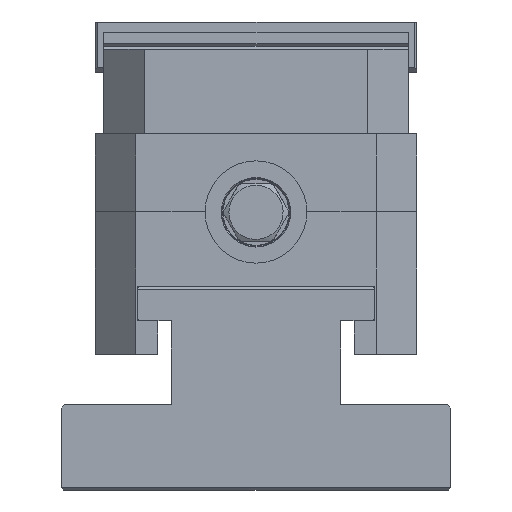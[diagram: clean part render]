
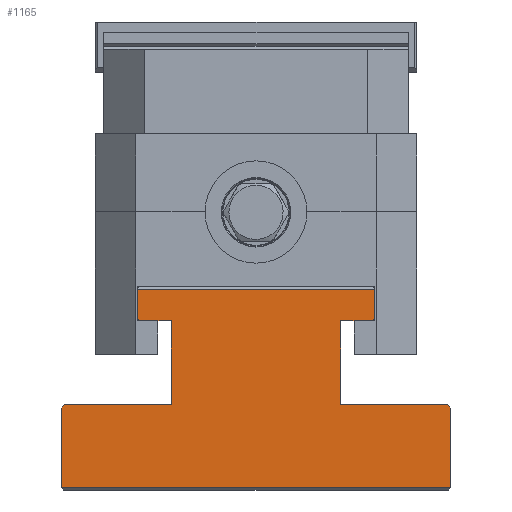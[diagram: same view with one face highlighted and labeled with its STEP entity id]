
A CAD part, left-side view. The second image highlights one B-rep face of the part: STEP entity #1165.
In plain terms, the highlighted planar face has unit normal (-1, 0, 0).
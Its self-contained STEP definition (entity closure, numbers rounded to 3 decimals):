
#774=FACE_OUTER_BOUND('',#4866,.T.);
#1165=ADVANCED_FACE('',(#774),#1889,.T.);
#1889=PLANE('',#12096);
#2261=LINE('',#16753,#3189);
#2267=LINE('',#16767,#3195);
#2273=LINE('',#16780,#3201);
#2289=LINE('',#16819,#3217);
#2290=LINE('',#16822,#3218);
#2291=LINE('',#16823,#3219);
#2292=LINE('',#16824,#3220);
#2293=LINE('',#16826,#3221);
#2294=LINE('',#16828,#3222);
#2295=LINE('',#16830,#3223);
#2296=LINE('',#16832,#3224);
#2297=LINE('',#16833,#3225);
#2298=LINE('',#16835,#3226);
#2299=LINE('',#16837,#3227);
#2300=LINE('',#16839,#3228);
#2301=LINE('',#16841,#3229);
#3189=VECTOR('',#13343,1.);
#3195=VECTOR('',#13351,1.);
#3201=VECTOR('',#13361,1.);
#3217=VECTOR('',#13387,1.);
#3218=VECTOR('',#13388,1.);
#3219=VECTOR('',#13389,1.);
#3220=VECTOR('',#13390,1.);
#3221=VECTOR('',#13391,1.);
#3222=VECTOR('',#13392,1.);
#3223=VECTOR('',#13393,1.);
#3224=VECTOR('',#13394,1.);
#3225=VECTOR('',#13395,1.);
#3226=VECTOR('',#13396,1.);
#3227=VECTOR('',#13397,1.);
#3228=VECTOR('',#13398,1.);
#3229=VECTOR('',#13399,1.);
#4866=EDGE_LOOP('',(#5998,#5999,#6000,#6001,#6002,#6003,#6004,#6005,#6006,
#6007,#6008,#6009,#6010,#6011,#6012,#6013));
#5998=ORIENTED_EDGE('',*,*,#10120,.T.);
#5999=ORIENTED_EDGE('',*,*,#10121,.T.);
#6000=ORIENTED_EDGE('',*,*,#10090,.F.);
#6001=ORIENTED_EDGE('',*,*,#10122,.T.);
#6002=ORIENTED_EDGE('',*,*,#10096,.T.);
#6003=ORIENTED_EDGE('',*,*,#10123,.T.);
#6004=ORIENTED_EDGE('',*,*,#10124,.F.);
#6005=ORIENTED_EDGE('',*,*,#10125,.F.);
#6006=ORIENTED_EDGE('',*,*,#10126,.F.);
#6007=ORIENTED_EDGE('',*,*,#10127,.T.);
#6008=ORIENTED_EDGE('',*,*,#10102,.T.);
#6009=ORIENTED_EDGE('',*,*,#10128,.T.);
#6010=ORIENTED_EDGE('',*,*,#10129,.F.);
#6011=ORIENTED_EDGE('',*,*,#10130,.T.);
#6012=ORIENTED_EDGE('',*,*,#10131,.T.);
#6013=ORIENTED_EDGE('',*,*,#10132,.T.);
#8956=VERTEX_POINT('',#16754);
#8957=VERTEX_POINT('',#16755);
#8962=VERTEX_POINT('',#16766);
#8963=VERTEX_POINT('',#16768);
#8968=VERTEX_POINT('',#16781);
#8969=VERTEX_POINT('',#16782);
#8986=VERTEX_POINT('',#16820);
#8987=VERTEX_POINT('',#16821);
#8988=VERTEX_POINT('',#16825);
#8989=VERTEX_POINT('',#16827);
#8990=VERTEX_POINT('',#16829);
#8991=VERTEX_POINT('',#16831);
#8992=VERTEX_POINT('',#16834);
#8993=VERTEX_POINT('',#16836);
#8994=VERTEX_POINT('',#16838);
#8995=VERTEX_POINT('',#16840);
#10090=EDGE_CURVE('',#8956,#8957,#2261,.T.);
#10096=EDGE_CURVE('',#8963,#8962,#2267,.T.);
#10102=EDGE_CURVE('',#8968,#8969,#2273,.T.);
#10120=EDGE_CURVE('',#8986,#8987,#2289,.T.);
#10121=EDGE_CURVE('',#8987,#8957,#2290,.T.);
#10122=EDGE_CURVE('',#8956,#8963,#2291,.T.);
#10123=EDGE_CURVE('',#8962,#8988,#2292,.T.);
#10124=EDGE_CURVE('',#8989,#8988,#2293,.T.);
#10125=EDGE_CURVE('',#8990,#8989,#2294,.T.);
#10126=EDGE_CURVE('',#8991,#8990,#2295,.T.);
#10127=EDGE_CURVE('',#8991,#8968,#2296,.T.);
#10128=EDGE_CURVE('',#8969,#8992,#2297,.T.);
#10129=EDGE_CURVE('',#8993,#8992,#2298,.T.);
#10130=EDGE_CURVE('',#8993,#8994,#2299,.T.);
#10131=EDGE_CURVE('',#8994,#8995,#2300,.T.);
#10132=EDGE_CURVE('',#8995,#8986,#2301,.T.);
#12096=AXIS2_PLACEMENT_3D('',#16842,#13400,#13401);
#13343=DIRECTION('',(0.,0.,1.));
#13351=DIRECTION('',(0.,0.,1.));
#13361=DIRECTION('',(0.,0.,1.));
#13387=DIRECTION('',(0.,1.,0.));
#13388=DIRECTION('',(0.,0.707,-0.707));
#13389=DIRECTION('',(0.,-1.,0.));
#13390=DIRECTION('',(0.,0.707,0.707));
#13391=DIRECTION('',(0.,-1.,0.));
#13392=DIRECTION('',(0.,0.,-1.));
#13393=DIRECTION('',(0.,1.,0.));
#13394=DIRECTION('',(0.,-0.707,0.707));
#13395=DIRECTION('',(0.,1.,0.));
#13396=DIRECTION('',(0.,0.,1.));
#13397=DIRECTION('',(0.,-0.707,-0.707));
#13398=DIRECTION('',(0.,-1.,0.));
#13399=DIRECTION('',(0.,0.,-1.));
#13400=DIRECTION('',(-1.,0.,0.));
#13401=DIRECTION('',(0.,0.,1.));
#16753=CARTESIAN_POINT('',(187.278,100.,-5.4));
#16754=CARTESIAN_POINT('',(187.278,100.,-4.4));
#16755=CARTESIAN_POINT('',(187.278,100.,19.));
#16766=CARTESIAN_POINT('',(187.278,-15.,19.));
#16767=CARTESIAN_POINT('',(187.278,-15.,-5.4));
#16768=CARTESIAN_POINT('',(187.278,-15.,-4.4));
#16780=CARTESIAN_POINT('',(187.278,7.5,-5.4));
#16781=CARTESIAN_POINT('',(187.278,7.5,45.4));
#16782=CARTESIAN_POINT('',(187.278,7.5,54.));
#16819=CARTESIAN_POINT('',(187.278,42.5,20.));
#16820=CARTESIAN_POINT('',(187.278,67.5,20.));
#16821=CARTESIAN_POINT('',(187.278,99.,20.));
#16822=CARTESIAN_POINT('',(187.278,83.45,35.55));
#16823=CARTESIAN_POINT('',(187.278,42.5,-4.4));
#16824=CARTESIAN_POINT('',(187.278,1.55,35.55));
#16825=CARTESIAN_POINT('',(187.278,-14.,20.));
#16826=CARTESIAN_POINT('',(187.278,42.5,20.));
#16827=CARTESIAN_POINT('',(187.278,17.5,20.));
#16828=CARTESIAN_POINT('',(187.278,17.5,-5.4));
#16829=CARTESIAN_POINT('',(187.278,17.5,44.8));
#16830=CARTESIAN_POINT('',(187.278,42.5,44.8));
#16831=CARTESIAN_POINT('',(187.278,8.1,44.8));
#16832=CARTESIAN_POINT('',(187.278,50.4,2.5));
#16833=CARTESIAN_POINT('',(187.278,42.5,54.));
#16834=CARTESIAN_POINT('',(187.278,77.5,54.));
#16835=CARTESIAN_POINT('',(187.278,77.5,-5.4));
#16836=CARTESIAN_POINT('',(187.278,77.5,45.4));
#16837=CARTESIAN_POINT('',(187.278,34.6,2.5));
#16838=CARTESIAN_POINT('',(187.278,76.9,44.8));
#16839=CARTESIAN_POINT('',(187.278,87.5,44.8));
#16840=CARTESIAN_POINT('',(187.278,67.5,44.8));
#16841=CARTESIAN_POINT('',(187.278,67.5,-5.4));
#16842=CARTESIAN_POINT('',(187.278,42.5,-5.4));
